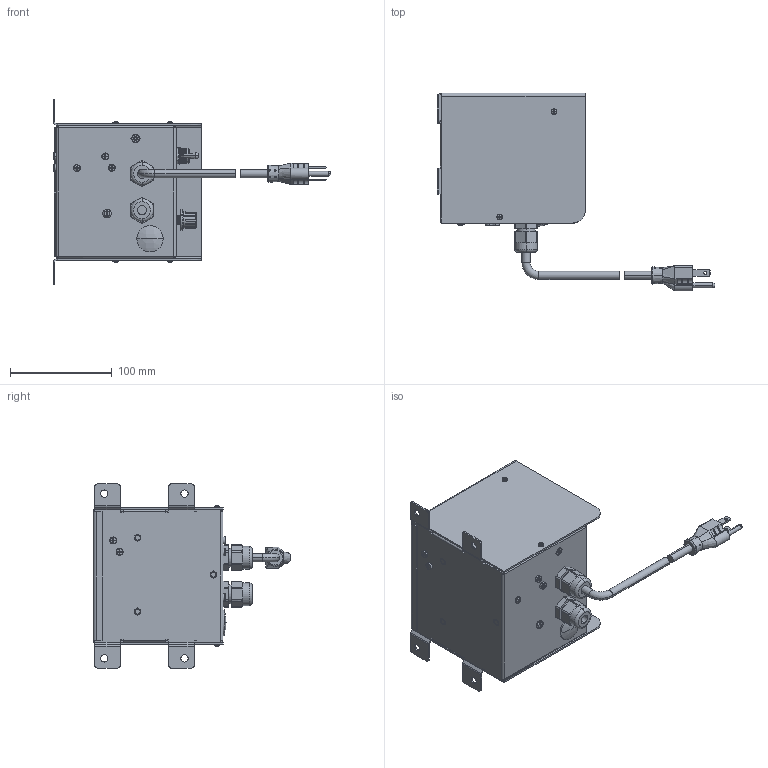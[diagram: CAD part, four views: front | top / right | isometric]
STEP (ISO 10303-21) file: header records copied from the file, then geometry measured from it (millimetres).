
FILE_DESCRIPTION (( 'STEP AP203' ), '1' );
FILE_NAME ('INFM0364.STEP', '2014-02-06T16:01:49', ( 'Sustem Administrator' ), ( 'Bodine Electric Company' ), 'SwSTEP 2.0', 'SolidWorks 2013', '' );
FILE_SCHEMA (( 'CONFIG_CONTROL_DESIGN' ));
Length unit declared in the file: inch
Products named in the file (18): 45610013_45610013; 45320048_45320048; 43401022_43401022; 45500110_45500110; 54100021_54100021; 54101059_54101059; 54101037_54101037; 44390038_44390038; 54101252_54101252; 573AA003_57300016; 491AZ012_491AZ012; 45601022_45601022; 43401056_43401056; INFM0364; 45320040_45320040; 45200186_45200186; 57606443_57606443; 45400004_45400004
Assembly tree (25 placements, depth 2):
  INFM0364
    43401056_43401056
    45200186_45200186
    45400004_45400004
    45320048_45320048
    45500110_45500110
    54101059_54101059  x4
    44390038_44390038
    573AA003_57300016  x2
    45601022_45601022
    45320040_45320040
    57606443_57606443
    45610013_45610013  x2
    43401022_43401022
    54100021_54100021
    54101037_54101037
    54101252_54101252  x4
    491AZ012_491AZ012
Bounding box: 272.74 x 194.12 x 180.75 mm (x, y, z)
Volume: 258535 mm3; surface area: 304947.9 mm2
Topology: 52 solids, 56 shells, 3460 faces, 9071 edges, 5823 vertices
Faces by surface type: plane 1991, cylinder 962, bspline 256, cone 125, torus 102, sphere 24
Entity records: 117416 total; most frequent: CARTESIAN_POINT 39340, ORIENTED_EDGE 16294, DIRECTION 15161, EDGE_CURVE 8147, VERTEX_POINT 5258, AXIS2_PLACEMENT_3D 5099, VECTOR 4963, LINE 4963
